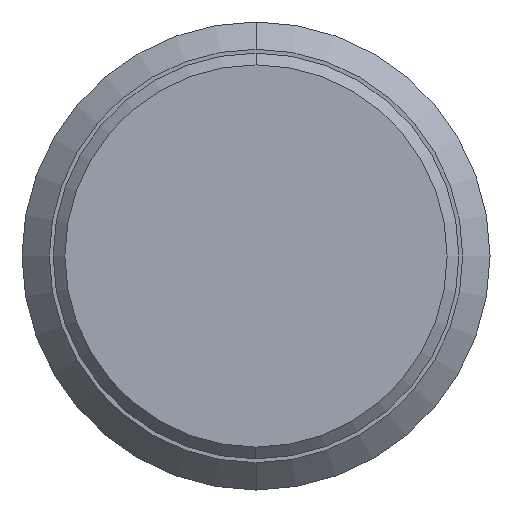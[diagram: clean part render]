
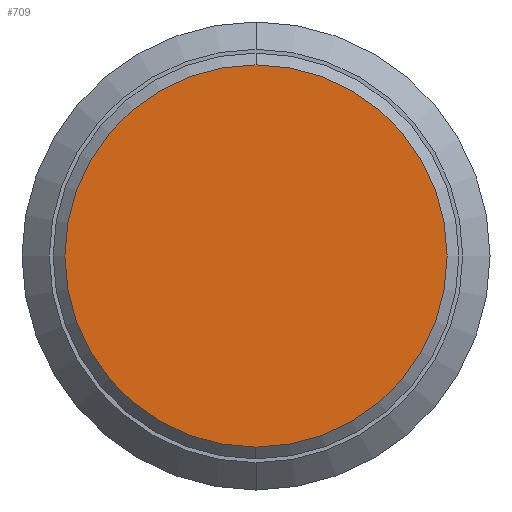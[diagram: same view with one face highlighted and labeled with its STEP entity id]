
A CAD part, front view. The second image highlights one B-rep face of the part: STEP entity #709.
In plain terms, the highlighted planar face has unit normal (0, -1, 0).
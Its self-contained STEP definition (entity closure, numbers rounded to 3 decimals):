
#709=ADVANCED_FACE('',(#1586),#1587,.T.);
#1586=FACE_OUTER_BOUND('',#2626,.T.);
#1587=PLANE('',#2627);
#2626=EDGE_LOOP('',(#4586,#4587));
#2627=AXIS2_PLACEMENT_3D('',#4588,#4589,#4590);
#4586=ORIENTED_EDGE('',*,*,#6511,.T.);
#4587=ORIENTED_EDGE('',*,*,#6640,.T.);
#4588=CARTESIAN_POINT('',(0.0,-8.0,2.45));
#4589=DIRECTION('',(0.0,-1.0,0.0));
#4590=DIRECTION('',(0.0,0.0,1.0));
#6511=EDGE_CURVE('',#7887,#7889,#7891,.T.);
#6640=EDGE_CURVE('',#7889,#7887,#8075,.T.);
#7887=VERTEX_POINT('',#10081);
#7889=VERTEX_POINT('',#10084);
#7891=CIRCLE('',#10087,4.9);
#8075=CIRCLE('',#10511,4.9);
#10081=CARTESIAN_POINT('',(0.0,-8.0,4.9));
#10084=CARTESIAN_POINT('',(0.,-8.0,-4.9));
#10087=AXIS2_PLACEMENT_3D('',#11690,#11691,#11692);
#10511=AXIS2_PLACEMENT_3D('',#11867,#11868,#11869);
#11690=CARTESIAN_POINT('',(0.0,-8.0,0.0));
#11691=DIRECTION('',(0.0,-1.0,0.0));
#11692=DIRECTION('',(0.0,0.0,1.0));
#11867=CARTESIAN_POINT('',(0.0,-8.0,0.0));
#11868=DIRECTION('',(0.0,-1.0,0.0));
#11869=DIRECTION('',(0.0,0.0,1.0));
